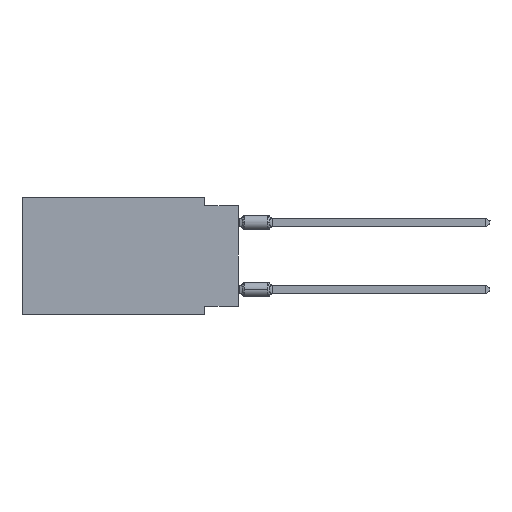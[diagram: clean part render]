
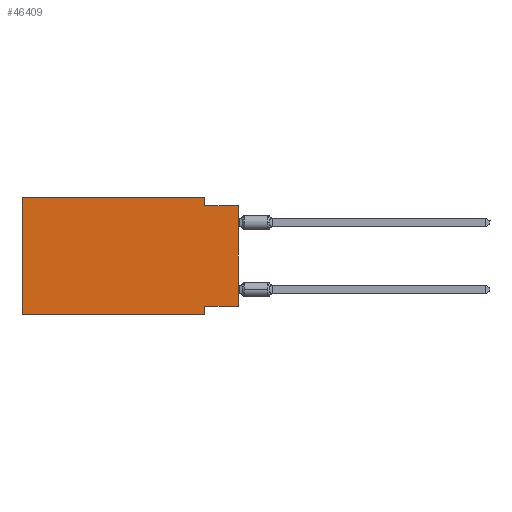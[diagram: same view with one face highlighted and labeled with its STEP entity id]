
A CAD part, left-side view. The second image highlights one B-rep face of the part: STEP entity #46409.
In plain terms, the highlighted planar face has unit normal (-1, 0, 0).
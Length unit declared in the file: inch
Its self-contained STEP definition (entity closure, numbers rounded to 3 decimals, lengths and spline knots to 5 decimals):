
#81 = ORIENTED_EDGE ( 'NONE', *, *, #51499, .F. ) ;
#1035 = VECTOR ( 'NONE', #22169, 39.37008 ) ;
#1672 = ORIENTED_EDGE ( 'NONE', *, *, #15142, .F. ) ;
#2472 = VERTEX_POINT ( 'NONE', #21027 ) ;
#5933 = VERTEX_POINT ( 'NONE', #9215 ) ;
#9215 = CARTESIAN_POINT ( 'NONE',  ( 0., 0.645, 0. ) ) ;
#9838 = EDGE_CURVE ( 'NONE', #60094, #48994, #59983, .T. ) ;
#10052 = CARTESIAN_POINT ( 'NONE',  ( 0., 0., 0. ) ) ;
#10316 = CARTESIAN_POINT ( 'NONE',  ( 0., 0.645, -0.35 ) ) ;
#11185 = DIRECTION ( 'NONE',  ( 0., 0., -1. ) ) ;
#13050 = VERTEX_POINT ( 'NONE', #18009 ) ;
#13381 = CARTESIAN_POINT ( 'NONE',  ( 0., 0.645, 0. ) ) ;
#14781 = EDGE_LOOP ( 'NONE', ( #55331, #43513, #38065, #1672, #81, #54086, #53171, #34664 ) ) ;
#15142 = EDGE_CURVE ( 'NONE', #5933, #60094, #50737, .T. ) ;
#15792 = CARTESIAN_POINT ( 'NONE',  ( 0., 0.1, -0.325 ) ) ;
#17661 = LINE ( 'NONE', #39032, #40423 ) ;
#18009 = CARTESIAN_POINT ( 'NONE',  ( 0., 0.1, -0.35 ) ) ;
#19324 = CARTESIAN_POINT ( 'NONE',  ( 0., 0., -0.325 ) ) ;
#19718 = EDGE_CURVE ( 'NONE', #60183, #69925, #68872, .T. ) ;
#19840 = CARTESIAN_POINT ( 'NONE',  ( 0., 0.1, -0.35 ) ) ;
#20033 = CARTESIAN_POINT ( 'NONE',  ( 0., 0., -0.325 ) ) ;
#21027 = CARTESIAN_POINT ( 'NONE',  ( 0., 0., -0.025 ) ) ;
#21288 = DIRECTION ( 'NONE',  ( 0., -1., 0. ) ) ;
#22169 = DIRECTION ( 'NONE',  ( 0., 0., 1. ) ) ;
#22807 = VECTOR ( 'NONE', #11185, 39.37008 ) ;
#24102 = VECTOR ( 'NONE', #25735, 39.37008 ) ;
#24382 = DIRECTION ( 'NONE',  ( 0., -1., 0. ) ) ;
#24639 = CARTESIAN_POINT ( 'NONE',  ( 0., 0.1, 0. ) ) ;
#24773 = VECTOR ( 'NONE', #24382, 39.37008 ) ;
#25594 = LINE ( 'NONE', #26635, #67396 ) ;
#25641 = EDGE_CURVE ( 'NONE', #62711, #13050, #65417, .T. ) ;
#25735 = DIRECTION ( 'NONE',  ( 0., 1., 0. ) ) ;
#26199 = DIRECTION ( 'NONE',  ( 0., 0., -1. ) ) ;
#26635 = CARTESIAN_POINT ( 'NONE',  ( 0., 0., -0.025 ) ) ;
#29284 = EDGE_CURVE ( 'NONE', #69925, #13050, #30162, .T. ) ;
#30162 = LINE ( 'NONE', #19840, #50046 ) ;
#32198 = AXIS2_PLACEMENT_3D ( 'NONE', #13381, #35111, #26199 ) ;
#34046 = DIRECTION ( 'NONE',  ( 0., 0., 1. ) ) ;
#34341 = CARTESIAN_POINT ( 'NONE',  ( 0., 0.1, 0. ) ) ;
#34664 = ORIENTED_EDGE ( 'NONE', *, *, #19718, .F. ) ;
#35111 = DIRECTION ( 'NONE',  ( 1., 0., 0. ) ) ;
#38065 = ORIENTED_EDGE ( 'NONE', *, *, #9838, .F. ) ;
#39032 = CARTESIAN_POINT ( 'NONE',  ( 0., 0.645, 0. ) ) ;
#39738 = DIRECTION ( 'NONE',  ( 0., -1., 0. ) ) ;
#40110 = FACE_OUTER_BOUND ( 'NONE', #14781, .T. ) ;
#40423 = VECTOR ( 'NONE', #34046, 39.37008 ) ;
#41213 = DIRECTION ( 'NONE',  ( 0., 0., -1. ) ) ;
#42809 = LINE ( 'NONE', #10052, #1035 ) ;
#43513 = ORIENTED_EDGE ( 'NONE', *, *, #69501, .F. ) ;
#43937 = VECTOR ( 'NONE', #39738, 39.37008 ) ;
#44118 = EDGE_CURVE ( 'NONE', #60183, #2472, #42809, .T. ) ;
#46409 = ADVANCED_FACE ( 'NONE', ( #40110 ), #62178, .F. ) ;
#48994 = VERTEX_POINT ( 'NONE', #58661 ) ;
#50046 = VECTOR ( 'NONE', #41213, 39.37008 ) ;
#50737 = LINE ( 'NONE', #57477, #24773 ) ;
#51499 = EDGE_CURVE ( 'NONE', #62711, #5933, #17661, .T. ) ;
#53171 = ORIENTED_EDGE ( 'NONE', *, *, #29284, .F. ) ;
#54086 = ORIENTED_EDGE ( 'NONE', *, *, #25641, .T. ) ;
#55331 = ORIENTED_EDGE ( 'NONE', *, *, #44118, .T. ) ;
#57477 = CARTESIAN_POINT ( 'NONE',  ( 0., 0.645, 0. ) ) ;
#58661 = CARTESIAN_POINT ( 'NONE',  ( 0., 0.1, -0.025 ) ) ;
#59983 = LINE ( 'NONE', #34341, #22807 ) ;
#60094 = VERTEX_POINT ( 'NONE', #24639 ) ;
#60183 = VERTEX_POINT ( 'NONE', #19324 ) ;
#61105 = CARTESIAN_POINT ( 'NONE',  ( 0., 0.645, -0.35 ) ) ;
#62178 = PLANE ( 'NONE',  #32198 ) ;
#62711 = VERTEX_POINT ( 'NONE', #10316 ) ;
#65417 = LINE ( 'NONE', #61105, #43937 ) ;
#67396 = VECTOR ( 'NONE', #21288, 39.37008 ) ;
#68872 = LINE ( 'NONE', #20033, #24102 ) ;
#69501 = EDGE_CURVE ( 'NONE', #48994, #2472, #25594, .T. ) ;
#69925 = VERTEX_POINT ( 'NONE', #15792 ) ;
